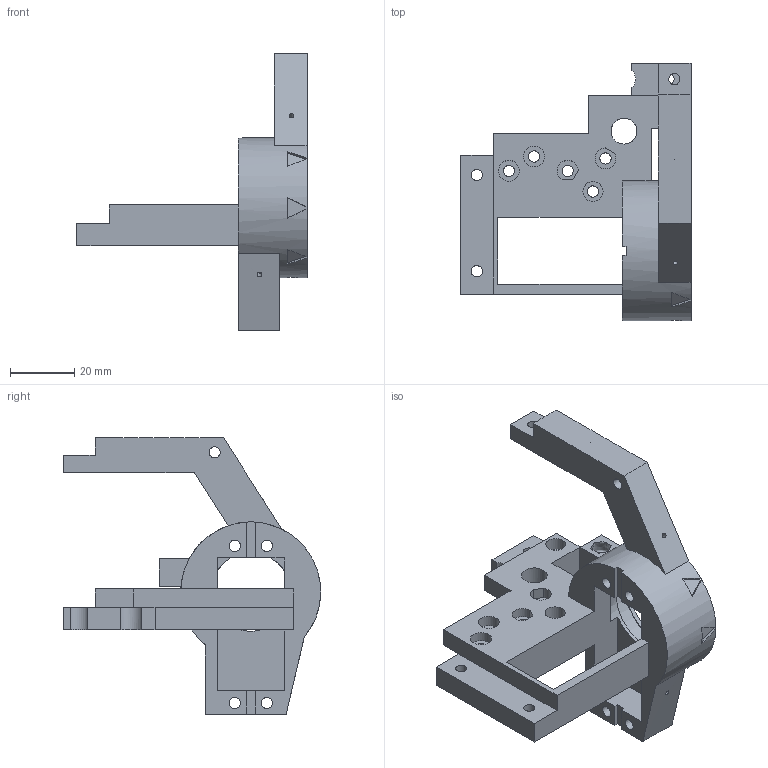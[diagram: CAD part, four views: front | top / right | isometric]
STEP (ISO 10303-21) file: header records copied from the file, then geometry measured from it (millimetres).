
FILE_DESCRIPTION(/* description */ (''),/* implementation_level */ '2;1');
FILE_NAME(/* name */ 'body_bl.step',/* time_stamp */ '2024-04-21T16:55:42+02:00',/* author */ (''),/* organization */ (''),/* preprocessor_version */ 'ST-DEVELOPER v20',/* originating_system */ 'Autodesk Translation Framework v12.20.1.177',/* authorisation */ '');
FILE_SCHEMA (('AUTOMOTIVE_DESIGN { 1 0 10303 214 3 1 1 }'));
Length unit declared in the file: millimetre
Products named in the file (1): body_bl
Bounding box: 71.83 x 80.38 x 86.3 mm (x, y, z)
Surface area: 23723.3 mm2 (no closed solid volume)
Topology: 0 solids, 1 shells, 191 faces, 561 edges, 382 vertices
Faces by surface type: plane 132, cylinder 42, cone 13, bspline 3, sphere 1
Full cylindrical faces by diameter (mm): 1.5 x2, 3.5 x14, 6.269 x1, 6.27 x5, 6.539 x2, 8.057 x1, 43.682 x1
Entity records: 21402 total; most frequent: CARTESIAN_POINT 16108, ORIENTED_EDGE 1117, DIRECTION 1084, EDGE_CURVE 560, AXIS2_PLACEMENT_3D 388, VERTEX_POINT 382, LINE 308, VECTOR 308
